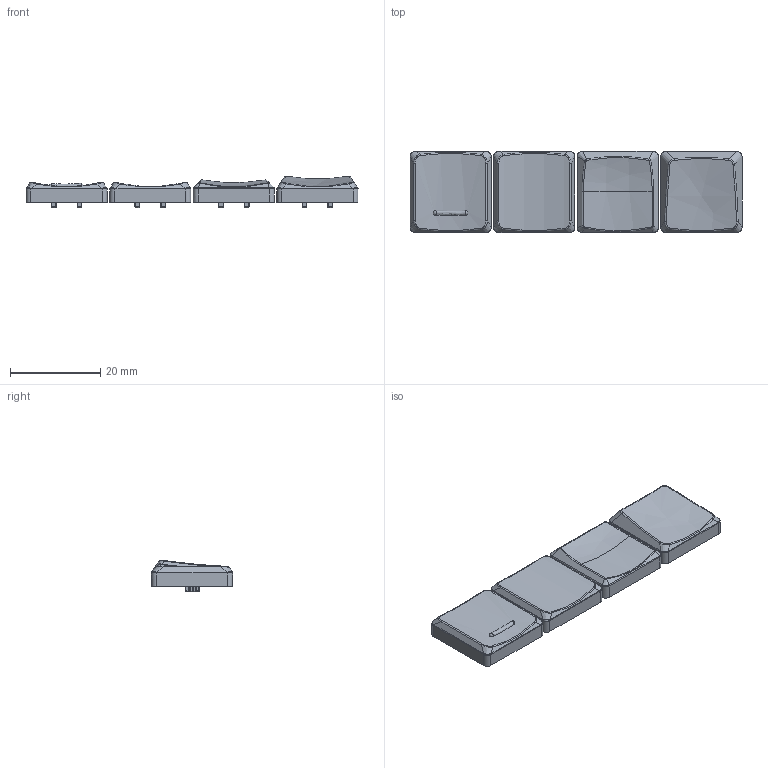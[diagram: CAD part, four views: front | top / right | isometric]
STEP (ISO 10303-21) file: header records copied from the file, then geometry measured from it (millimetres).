
FILE_DESCRIPTION(/* description */ ('Open CASCADE Model'),/* implementation_level */ '2;1');
FILE_NAME(/* name */ 'MK5 keycaps v35 choc v1 mx spacing.step',/* time_stamp */ '2025-08-19T11:42:27-04:00',/* author */ (''),/* organization */ (''),/* preprocessor_version */ 'ST-DEVELOPER v20.1',/* originating_system */ 'Autodesk Translation Framework v14.10.0.0',/* authorisation */ '');
FILE_SCHEMA (('AUTOMOTIVE_DESIGN { 1 0 10303 214 3 1 1 }'));
Products named in the file (1): Open CASCADE STEP translator 7.5 1
Bounding box: 73.64 x 18 x 6.91 mm (x, y, z)
Volume: 2680.2 mm3; surface area: 4527.7 mm2
Topology: 4 solids, 4 shells, 746 faces, 1728 edges, 970 vertices
Faces by surface type: bspline 435, plane 208, cylinder 89, cone 8, torus 3, sphere 3
Entity records: 41782 total; most frequent: CARTESIAN_POINT 28721, ORIENTED_EDGE 3390, EDGE_CURVE 1695, DIRECTION 1390, B_SPLINE_CURVE_WITH_KNOTS 1138, VERTEX_POINT 970, EDGE_LOOP 759, FACE_OUTER_BOUND 746
